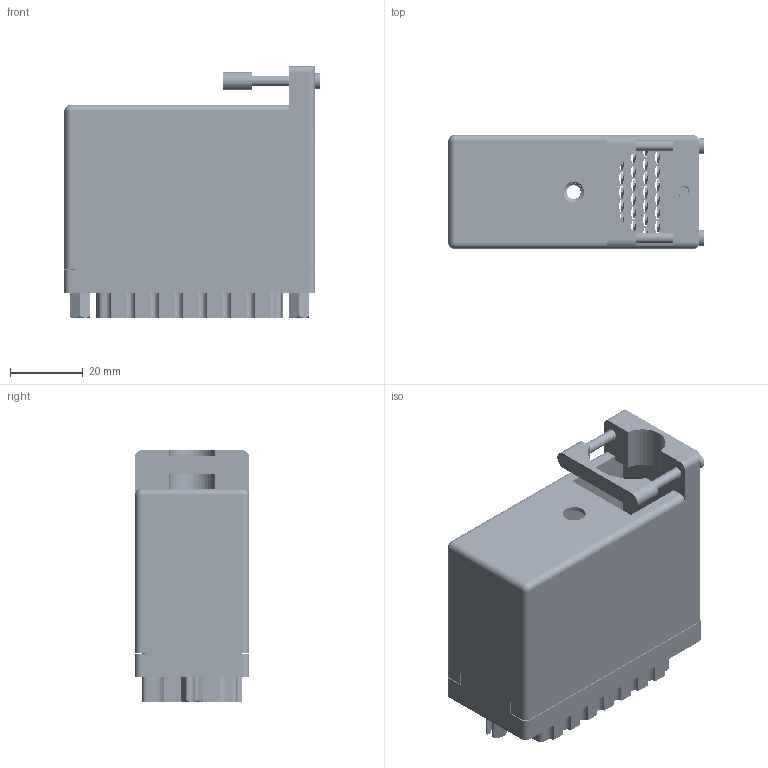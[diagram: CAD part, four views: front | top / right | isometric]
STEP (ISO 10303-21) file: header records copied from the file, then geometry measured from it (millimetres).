
FILE_DESCRIPTION (( 'STEP AP203' ), '1' );
FILE_NAME ('516-090-541-662.STEP', '2020-03-06T22:12:22', ( '' ), ( '' ), 'SwSTEP 2.0', 'SolidWorks 2016', '' );
FILE_SCHEMA (( 'CONFIG_CONTROL_DESIGN' ));
Length unit declared in the file: inch
Products named in the file (8): 516-292-001_541 Contact; 516-221-090-102_091; 516-230-001_Metal - 090 Top Entry; 516-252-095-100; 516-090-541-662; 516-252-091-102; 516 Part Receptacle_090; 516-221-090-102_090
Assembly tree (97 placements, depth 2):
  516-090-541-662
    516 Part Receptacle_090
    516-292-001_541 Contact  x90
    516-230-001_Metal - 090 Top Entry
    516-252-091-102  x2
    516-221-090-102_090
    516-252-095-100
    516-221-090-102_091
Bounding box: 70.31 x 31.34 x 69.24 mm (x, y, z)
Volume: 39225.6 mm3; surface area: 70532.5 mm2
Topology: 97 solids, 97 shells, 8674 faces, 25163 edges, 16697 vertices
Faces by surface type: plane 5245, cylinder 2813, bspline 568, cone 46, sphere 2
Entity records: 85775 total; most frequent: CARTESIAN_POINT 21173, ORIENTED_EDGE 13134, DIRECTION 12624, EDGE_CURVE 6567, LINE 4652, VECTOR 4652, VERTEX_POINT 4363, AXIS2_PLACEMENT_3D 3986
